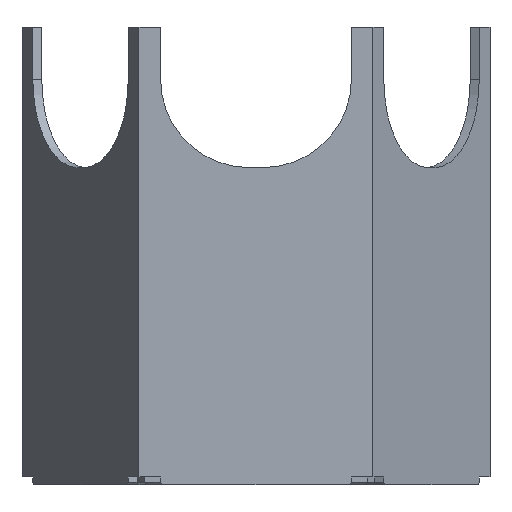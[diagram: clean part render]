
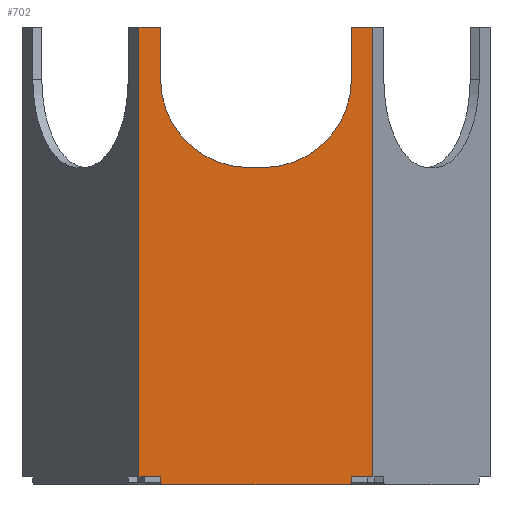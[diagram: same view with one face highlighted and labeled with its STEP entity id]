
A CAD part, front view. The second image highlights one B-rep face of the part: STEP entity #702.
In plain terms, the highlighted planar face has unit normal (0, -1, 0).
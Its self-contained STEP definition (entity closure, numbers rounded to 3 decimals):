
#266 = VERTEX_POINT('',#267);
#267 = CARTESIAN_POINT('',(-1.345,-38.971,61.));
#273 = EDGE_CURVE('',#266,#274,#276,.T.);
#274 = VERTEX_POINT('',#275);
#275 = CARTESIAN_POINT('',(1.345,-38.971,61.));
#276 = LINE('',#277,#278);
#277 = CARTESIAN_POINT('',(-22.5,-38.971,61.));
#278 = VECTOR('',#279,1.);
#279 = DIRECTION('',(1.,0.,0.));
#603 = VERTEX_POINT('',#604);
#604 = CARTESIAN_POINT('',(22.5,-38.971,88.));
#610 = EDGE_CURVE('',#611,#603,#613,.T.);
#611 = VERTEX_POINT('',#612);
#612 = CARTESIAN_POINT('',(22.5,-38.971,1.5));
#613 = LINE('',#614,#615);
#614 = CARTESIAN_POINT('',(22.5,-38.971,61.));
#615 = VECTOR('',#616,1.);
#616 = DIRECTION('',(0.,0.,1.));
#658 = VERTEX_POINT('',#659);
#659 = CARTESIAN_POINT('',(18.345,-38.971,78.));
#665 = EDGE_CURVE('',#274,#658,#666,.T.);
#666 = CIRCLE('',#667,17.);
#667 = AXIS2_PLACEMENT_3D('',#668,#669,#670);
#668 = CARTESIAN_POINT('',(1.345,-38.971,78.));
#669 = DIRECTION('',(0.,-1.,0.));
#670 = DIRECTION('',(1.,0.,0.));
#702 = ADVANCED_FACE('',(#703),#809,.T.);
#703 = FACE_BOUND('',#704,.T.);
#704 = EDGE_LOOP('',(#705,#715,#723,#731,#739,#747,#753,#754,#762,#768,
    #769,#770,#779,#787,#795,#803));
#705 = ORIENTED_EDGE('',*,*,#706,.F.);
#706 = EDGE_CURVE('',#707,#709,#711,.T.);
#707 = VERTEX_POINT('',#708);
#708 = CARTESIAN_POINT('',(-18.445,-38.971,0.5));
#709 = VERTEX_POINT('',#710);
#710 = CARTESIAN_POINT('',(-18.445,-38.971,1.5));
#711 = LINE('',#712,#713);
#712 = CARTESIAN_POINT('',(-18.445,-38.971,0.));
#713 = VECTOR('',#714,1.);
#714 = DIRECTION('',(0.,0.,1.));
#715 = ORIENTED_EDGE('',*,*,#716,.F.);
#716 = EDGE_CURVE('',#717,#707,#719,.T.);
#717 = VERTEX_POINT('',#718);
#718 = CARTESIAN_POINT('',(-17.945,-38.971,0.));
#719 = LINE('',#720,#721);
#720 = CARTESIAN_POINT('',(-24.584,-38.971,
    6.639));
#721 = VECTOR('',#722,1.);
#722 = DIRECTION('',(-0.707,0.,0.707)
  );
#723 = ORIENTED_EDGE('',*,*,#724,.T.);
#724 = EDGE_CURVE('',#717,#725,#727,.T.);
#725 = VERTEX_POINT('',#726);
#726 = CARTESIAN_POINT('',(17.945,-38.971,0.));
#727 = LINE('',#728,#729);
#728 = CARTESIAN_POINT('',(-22.5,-38.971,0.));
#729 = VECTOR('',#730,1.);
#730 = DIRECTION('',(1.,0.,0.));
#731 = ORIENTED_EDGE('',*,*,#732,.F.);
#732 = EDGE_CURVE('',#733,#725,#735,.T.);
#733 = VERTEX_POINT('',#734);
#734 = CARTESIAN_POINT('',(18.445,-38.971,0.5));
#735 = LINE('',#736,#737);
#736 = CARTESIAN_POINT('',(24.584,-38.971,6.639
    ));
#737 = VECTOR('',#738,1.);
#738 = DIRECTION('',(-0.707,0.,-0.707)
  );
#739 = ORIENTED_EDGE('',*,*,#740,.T.);
#740 = EDGE_CURVE('',#733,#741,#743,.T.);
#741 = VERTEX_POINT('',#742);
#742 = CARTESIAN_POINT('',(18.445,-38.971,1.5));
#743 = LINE('',#744,#745);
#744 = CARTESIAN_POINT('',(18.445,-38.971,0.));
#745 = VECTOR('',#746,1.);
#746 = DIRECTION('',(0.,0.,1.));
#747 = ORIENTED_EDGE('',*,*,#748,.T.);
#748 = EDGE_CURVE('',#741,#611,#749,.T.);
#749 = LINE('',#750,#751);
#750 = CARTESIAN_POINT('',(18.445,-38.971,1.5));
#751 = VECTOR('',#752,1.);
#752 = DIRECTION('',(1.,0.,0.));
#753 = ORIENTED_EDGE('',*,*,#610,.T.);
#754 = ORIENTED_EDGE('',*,*,#755,.F.);
#755 = EDGE_CURVE('',#756,#603,#758,.T.);
#756 = VERTEX_POINT('',#757);
#757 = CARTESIAN_POINT('',(18.345,-38.971,88.));
#758 = LINE('',#759,#760);
#759 = CARTESIAN_POINT('',(18.345,-38.971,88.));
#760 = VECTOR('',#761,1.);
#761 = DIRECTION('',(1.,0.,0.));
#762 = ORIENTED_EDGE('',*,*,#763,.F.);
#763 = EDGE_CURVE('',#658,#756,#764,.T.);
#764 = LINE('',#765,#766);
#765 = CARTESIAN_POINT('',(18.345,-38.971,61.));
#766 = VECTOR('',#767,1.);
#767 = DIRECTION('',(0.,0.,1.));
#768 = ORIENTED_EDGE('',*,*,#665,.F.);
#769 = ORIENTED_EDGE('',*,*,#273,.F.);
#770 = ORIENTED_EDGE('',*,*,#771,.T.);
#771 = EDGE_CURVE('',#266,#772,#774,.T.);
#772 = VERTEX_POINT('',#773);
#773 = CARTESIAN_POINT('',(-18.345,-38.971,78.));
#774 = CIRCLE('',#775,17.);
#775 = AXIS2_PLACEMENT_3D('',#776,#777,#778);
#776 = CARTESIAN_POINT('',(-1.345,-38.971,78.));
#777 = DIRECTION('',(0.,1.,0.));
#778 = DIRECTION('',(-1.,0.,0.));
#779 = ORIENTED_EDGE('',*,*,#780,.T.);
#780 = EDGE_CURVE('',#772,#781,#783,.T.);
#781 = VERTEX_POINT('',#782);
#782 = CARTESIAN_POINT('',(-18.345,-38.971,88.));
#783 = LINE('',#784,#785);
#784 = CARTESIAN_POINT('',(-18.345,-38.971,61.));
#785 = VECTOR('',#786,1.);
#786 = DIRECTION('',(0.,0.,1.));
#787 = ORIENTED_EDGE('',*,*,#788,.F.);
#788 = EDGE_CURVE('',#789,#781,#791,.T.);
#789 = VERTEX_POINT('',#790);
#790 = CARTESIAN_POINT('',(-22.5,-38.971,88.));
#791 = LINE('',#792,#793);
#792 = CARTESIAN_POINT('',(-22.5,-38.971,88.));
#793 = VECTOR('',#794,1.);
#794 = DIRECTION('',(1.,0.,0.));
#795 = ORIENTED_EDGE('',*,*,#796,.F.);
#796 = EDGE_CURVE('',#797,#789,#799,.T.);
#797 = VERTEX_POINT('',#798);
#798 = CARTESIAN_POINT('',(-22.5,-38.971,1.5));
#799 = LINE('',#800,#801);
#800 = CARTESIAN_POINT('',(-22.5,-38.971,61.));
#801 = VECTOR('',#802,1.);
#802 = DIRECTION('',(0.,0.,1.));
#803 = ORIENTED_EDGE('',*,*,#804,.F.);
#804 = EDGE_CURVE('',#709,#797,#805,.T.);
#805 = LINE('',#806,#807);
#806 = CARTESIAN_POINT('',(-18.445,-38.971,1.5));
#807 = VECTOR('',#808,1.);
#808 = DIRECTION('',(-1.,0.,0.));
#809 = PLANE('',#810);
#810 = AXIS2_PLACEMENT_3D('',#811,#812,#813);
#811 = CARTESIAN_POINT('',(0.,-38.971,45.598));
#812 = DIRECTION('',(0.,-1.,0.));
#813 = DIRECTION('',(-1.,0.,0.));
